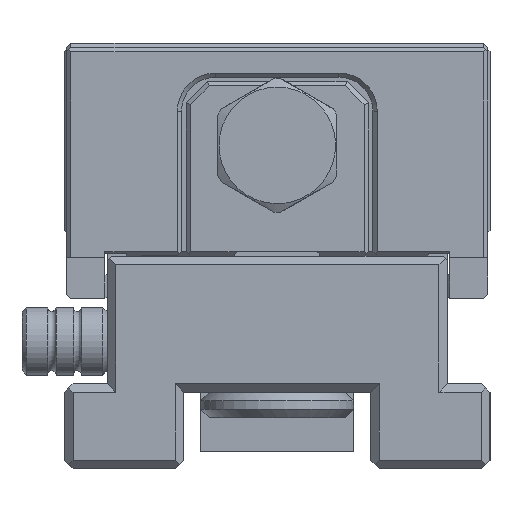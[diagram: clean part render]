
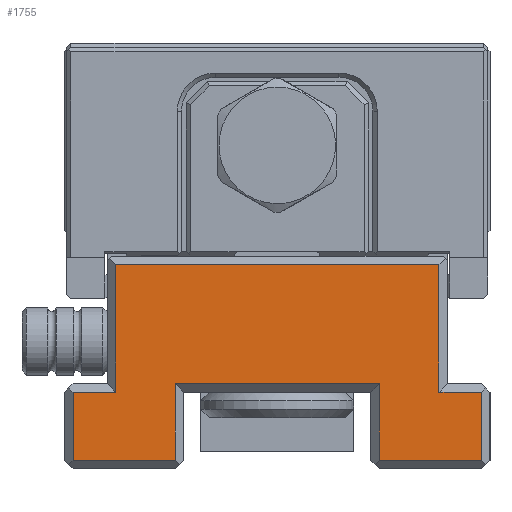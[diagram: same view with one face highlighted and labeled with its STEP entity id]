
A CAD part, left-side view. The second image highlights one B-rep face of the part: STEP entity #1755.
In plain terms, the highlighted planar face has unit normal (-1, 0, 0).
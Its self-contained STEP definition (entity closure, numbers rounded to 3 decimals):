
#1755=ADVANCED_FACE('',(#2300),#2072,.T.);
#2072=PLANE('',#6879);
#2300=FACE_OUTER_BOUND('',#2522,.T.);
#2522=EDGE_LOOP('',(#3104,#3105,#3106,#3107,#3108,#3109,#3110,#3111,#3112,
#3113,#3114,#3115));
#3104=ORIENTED_EDGE('',*,*,#5041,.T.);
#3105=ORIENTED_EDGE('',*,*,#5042,.T.);
#3106=ORIENTED_EDGE('',*,*,#5043,.T.);
#3107=ORIENTED_EDGE('',*,*,#5044,.T.);
#3108=ORIENTED_EDGE('',*,*,#5045,.T.);
#3109=ORIENTED_EDGE('',*,*,#5046,.T.);
#3110=ORIENTED_EDGE('',*,*,#5047,.T.);
#3111=ORIENTED_EDGE('',*,*,#5048,.T.);
#3112=ORIENTED_EDGE('',*,*,#5049,.T.);
#3113=ORIENTED_EDGE('',*,*,#5050,.T.);
#3114=ORIENTED_EDGE('',*,*,#5051,.T.);
#3115=ORIENTED_EDGE('',*,*,#5052,.T.);
#4544=VERTEX_POINT('',#8858);
#4545=VERTEX_POINT('',#8859);
#4546=VERTEX_POINT('',#8861);
#4547=VERTEX_POINT('',#8863);
#4548=VERTEX_POINT('',#8865);
#4549=VERTEX_POINT('',#8867);
#4550=VERTEX_POINT('',#8869);
#4551=VERTEX_POINT('',#8871);
#4552=VERTEX_POINT('',#8873);
#4553=VERTEX_POINT('',#8875);
#4554=VERTEX_POINT('',#8877);
#4555=VERTEX_POINT('',#8879);
#5041=EDGE_CURVE('',#4544,#4545,#5759,.T.);
#5042=EDGE_CURVE('',#4545,#4546,#5760,.T.);
#5043=EDGE_CURVE('',#4546,#4547,#5761,.T.);
#5044=EDGE_CURVE('',#4547,#4548,#5762,.T.);
#5045=EDGE_CURVE('',#4548,#4549,#5763,.T.);
#5046=EDGE_CURVE('',#4549,#4550,#5764,.T.);
#5047=EDGE_CURVE('',#4550,#4551,#5765,.T.);
#5048=EDGE_CURVE('',#4551,#4552,#5766,.T.);
#5049=EDGE_CURVE('',#4552,#4553,#5767,.T.);
#5050=EDGE_CURVE('',#4553,#4554,#5768,.T.);
#5051=EDGE_CURVE('',#4554,#4555,#5769,.T.);
#5052=EDGE_CURVE('',#4555,#4544,#5770,.T.);
#5759=LINE('',#8857,#6329);
#5760=LINE('',#8860,#6330);
#5761=LINE('',#8862,#6331);
#5762=LINE('',#8864,#6332);
#5763=LINE('',#8866,#6333);
#5764=LINE('',#8868,#6334);
#5765=LINE('',#8870,#6335);
#5766=LINE('',#8872,#6336);
#5767=LINE('',#8874,#6337);
#5768=LINE('',#8876,#6338);
#5769=LINE('',#8878,#6339);
#5770=LINE('',#8880,#6340);
#6329=VECTOR('',#7369,1.);
#6330=VECTOR('',#7370,1.);
#6331=VECTOR('',#7371,1.);
#6332=VECTOR('',#7372,1.);
#6333=VECTOR('',#7373,1.);
#6334=VECTOR('',#7374,1.);
#6335=VECTOR('',#7375,1.);
#6336=VECTOR('',#7376,1.);
#6337=VECTOR('',#7377,1.);
#6338=VECTOR('',#7378,1.);
#6339=VECTOR('',#7379,1.);
#6340=VECTOR('',#7380,1.);
#6879=AXIS2_PLACEMENT_3D('',#8881,#7381,#7382);
#7369=DIRECTION('',(0.,-1.,0.));
#7370=DIRECTION('',(0.,0.,-1.));
#7371=DIRECTION('',(0.,-1.,0.));
#7372=DIRECTION('',(0.,0.,1.));
#7373=DIRECTION('',(0.,1.,0.));
#7374=DIRECTION('',(0.,0.,1.));
#7375=DIRECTION('',(0.,1.,0.));
#7376=DIRECTION('',(0.,0.,-1.));
#7377=DIRECTION('',(0.,1.,0.));
#7378=DIRECTION('',(0.,0.,-1.));
#7379=DIRECTION('',(0.,-1.,0.));
#7380=DIRECTION('',(0.,0.,1.));
#7381=DIRECTION('',(-1.,0.,0.));
#7382=DIRECTION('',(0.,0.,1.));
#8857=CARTESIAN_POINT('',(35.4,10.329,-44.067));
#8858=CARTESIAN_POINT('',(35.4,33.329,-44.067));
#8859=CARTESIAN_POINT('',(35.4,9.329,-44.067));
#8860=CARTESIAN_POINT('',(35.4,9.329,-53.067));
#8861=CARTESIAN_POINT('',(35.4,9.329,-53.067));
#8862=CARTESIAN_POINT('',(35.4,21.329,-53.067));
#8863=CARTESIAN_POINT('',(35.4,-2.671,-53.067));
#8864=CARTESIAN_POINT('',(35.4,-2.671,-54.067));
#8865=CARTESIAN_POINT('',(35.4,-2.671,-45.067));
#8866=CARTESIAN_POINT('',(35.4,21.329,-45.067));
#8867=CARTESIAN_POINT('',(35.4,2.329,-45.067));
#8868=CARTESIAN_POINT('',(35.4,2.329,-54.067));
#8869=CARTESIAN_POINT('',(35.4,2.329,-30.067));
#8870=CARTESIAN_POINT('',(35.4,21.329,-30.067));
#8871=CARTESIAN_POINT('',(35.4,40.329,-30.067));
#8872=CARTESIAN_POINT('',(35.4,40.329,-54.067));
#8873=CARTESIAN_POINT('',(35.4,40.329,-45.067));
#8874=CARTESIAN_POINT('',(35.4,21.329,-45.067));
#8875=CARTESIAN_POINT('',(35.4,45.329,-45.067));
#8876=CARTESIAN_POINT('',(35.4,45.329,-54.067));
#8877=CARTESIAN_POINT('',(35.4,45.329,-53.067));
#8878=CARTESIAN_POINT('',(35.4,21.329,-53.067));
#8879=CARTESIAN_POINT('',(35.4,33.329,-53.067));
#8880=CARTESIAN_POINT('',(35.4,33.329,-45.067));
#8881=CARTESIAN_POINT('',(35.4,21.329,-54.067));
